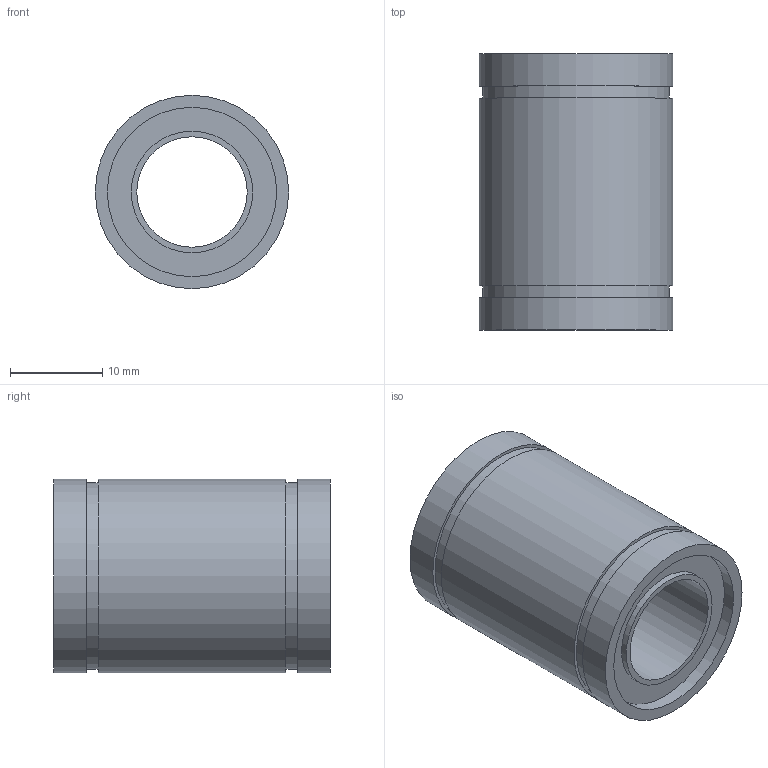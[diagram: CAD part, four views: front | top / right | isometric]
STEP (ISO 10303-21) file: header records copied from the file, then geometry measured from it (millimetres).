
FILE_DESCRIPTION(('FreeCAD Model'),'2;1');
FILE_NAME('LM12uu.step','2015-03-05T21:08:01',( 'Author'),(''),'Open CASCADE STEP processor 6.7','FreeCAD','Unknown' );
FILE_SCHEMA(('AUTOMOTIVE_DESIGN_CC2 { 1 2 10303 214 -1 1 5 4 }'));
Length unit declared in the file: millimetre
Products named in the file (1): LM12uu001
Bounding box: 21 x 30 x 21 mm (x, y, z)
Volume: 6544.3 mm3; surface area: 3828.9 mm2
Topology: 1 solids, 1 shells, 20 faces, 30 edges, 20 vertices
Faces by surface type: cylinder 10, plane 10
Full cylindrical faces by diameter (mm): 12 x1, 13.2 x2, 18.4 x2, 20.3 x2, 21 x3
Entity records: 1001 total; most frequent: DIRECTION 152, CARTESIAN_POINT 131, ORIENTED_EDGE 60, PCURVE 60, DEFINITIONAL_REPRESENTATION 60, LINE 50, VECTOR 50, AXIS2_PLACEMENT_3D 41
